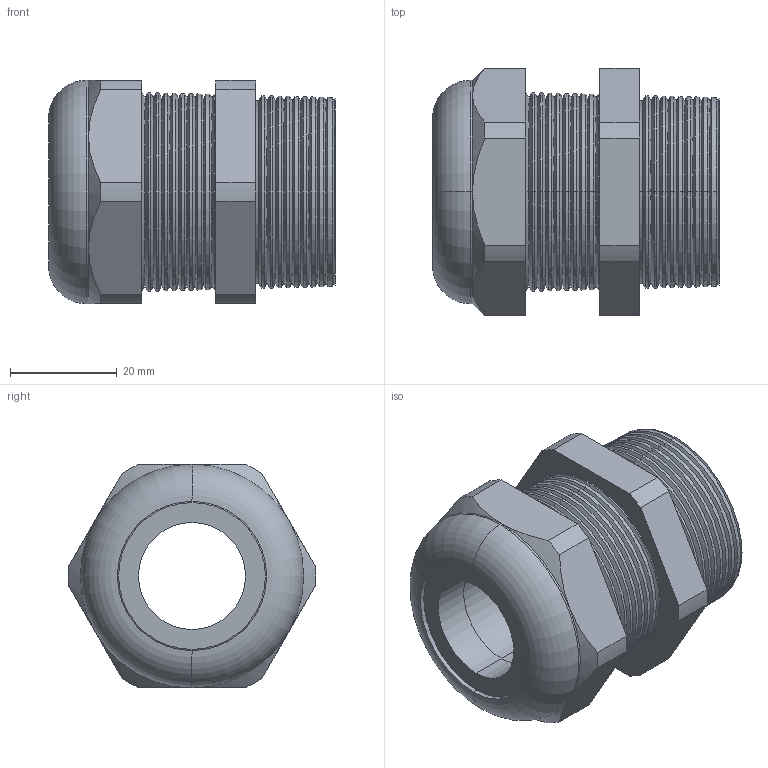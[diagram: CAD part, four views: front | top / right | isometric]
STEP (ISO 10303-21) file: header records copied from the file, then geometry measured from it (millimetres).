
FILE_DESCRIPTION (( 'STEP AP203' ), '1' );
FILE_NAME ('CD29CR-GY.STEP', '2008-05-24T05:21:08', ( 'Baystate01' ), ( 'Baystate' ), 'SwSTEP 2.0', 'SolidWorks 2007', '' );
FILE_SCHEMA (( 'CONFIG_CONTROL_DESIGN' ));
Length unit declared in the file: inch
Products named in the file (1): CD29CR-GY
Bounding box: 53.85 x 46.51 x 41.91 mm (x, y, z)
Volume: 41904.9 mm3; surface area: 16973.5 mm2
Topology: 2 solids, 2 shells, 169 faces, 358 edges, 196 vertices
Faces by surface type: cone 120, cylinder 22, plane 19, torus 8
Entity records: 4605 total; most frequent: DIRECTION 866, CARTESIAN_POINT 820, ORIENTED_EDGE 716, EDGE_CURVE 358, AXIS2_PLACEMENT_3D 350, VERTEX_POINT 196, CIRCLE 180, EDGE_LOOP 176
